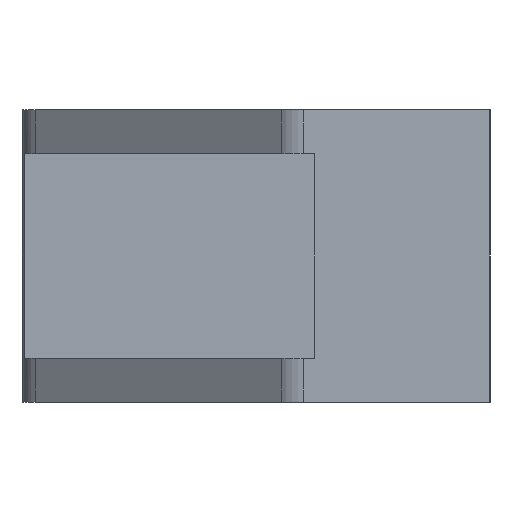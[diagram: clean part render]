
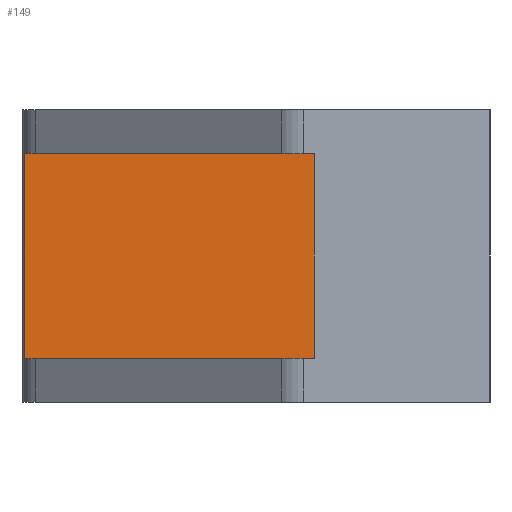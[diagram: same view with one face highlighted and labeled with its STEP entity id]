
A CAD part, left-side view. The second image highlights one B-rep face of the part: STEP entity #149.
In plain terms, the highlighted planar face has unit normal (-1, 0, 0).
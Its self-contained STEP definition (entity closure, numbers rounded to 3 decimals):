
#136 = VECTOR ( 'NONE', #2060, 1000. ) ;
#149 = ADVANCED_FACE ( 'NONE', ( #3094 ), #3187, .F. ) ;
#795 = VERTEX_POINT ( 'NONE', #2894 ) ;
#858 = CARTESIAN_POINT ( 'NONE',  ( -32.053, 15., 21.25 ) ) ;
#926 = VECTOR ( 'NONE', #4899, 1000. ) ;
#937 = LINE ( 'NONE', #5004, #926 ) ;
#1009 = ORIENTED_EDGE ( 'NONE', *, *, #5742, .F. ) ;
#1232 = DIRECTION ( 'NONE',  ( 1., 0., 0. ) ) ;
#1488 = ORIENTED_EDGE ( 'NONE', *, *, #5774, .F. ) ;
#1960 = CARTESIAN_POINT ( 'NONE',  ( -32.053, 15., 3.75 ) ) ;
#2060 = DIRECTION ( 'NONE',  ( 0., 0., -1. ) ) ;
#2098 = EDGE_CURVE ( 'NONE', #3212, #4798, #937, .T. ) ;
#2591 = LINE ( 'NONE', #3889, #3224 ) ;
#2645 = CARTESIAN_POINT ( 'NONE',  ( -32.053, 15., 3.75 ) ) ;
#2894 = CARTESIAN_POINT ( 'NONE',  ( -32.053, 39.755, 3.75 ) ) ;
#3031 = CARTESIAN_POINT ( 'NONE',  ( -32.053, 15., 3.75 ) ) ;
#3094 = FACE_OUTER_BOUND ( 'NONE', #6567, .T. ) ;
#3187 = PLANE ( 'NONE',  #6847 ) ;
#3212 = VERTEX_POINT ( 'NONE', #858 ) ;
#3218 = DIRECTION ( 'NONE',  ( 0., 0., -1. ) ) ;
#3224 = VECTOR ( 'NONE', #3726, 1000. ) ;
#3726 = DIRECTION ( 'NONE',  ( 0., 1., 0. ) ) ;
#3876 = LINE ( 'NONE', #1960, #136 ) ;
#3889 = CARTESIAN_POINT ( 'NONE',  ( -32.053, 15., 3.75 ) ) ;
#3922 = ORIENTED_EDGE ( 'NONE', *, *, #2098, .T. ) ;
#4221 = VERTEX_POINT ( 'NONE', #2645 ) ;
#4798 = VERTEX_POINT ( 'NONE', #6171 ) ;
#4899 = DIRECTION ( 'NONE',  ( 0., 1., 0. ) ) ;
#5004 = CARTESIAN_POINT ( 'NONE',  ( -32.053, 15., 21.25 ) ) ;
#5217 = VECTOR ( 'NONE', #5675, 1000. ) ;
#5281 = LINE ( 'NONE', #5706, #5217 ) ;
#5675 = DIRECTION ( 'NONE',  ( 0., 0., 1. ) ) ;
#5706 = CARTESIAN_POINT ( 'NONE',  ( -32.053, 39.755, 25. ) ) ;
#5742 = EDGE_CURVE ( 'NONE', #4221, #795, #2591, .T. ) ;
#5774 = EDGE_CURVE ( 'NONE', #3212, #4221, #3876, .T. ) ;
#6171 = CARTESIAN_POINT ( 'NONE',  ( -32.053, 39.755, 21.25 ) ) ;
#6545 = ORIENTED_EDGE ( 'NONE', *, *, #6702, .F. ) ;
#6567 = EDGE_LOOP ( 'NONE', ( #1009, #1488, #3922, #6545 ) ) ;
#6702 = EDGE_CURVE ( 'NONE', #795, #4798, #5281, .T. ) ;
#6847 = AXIS2_PLACEMENT_3D ( 'NONE', #3031, #1232, #3218 ) ;
